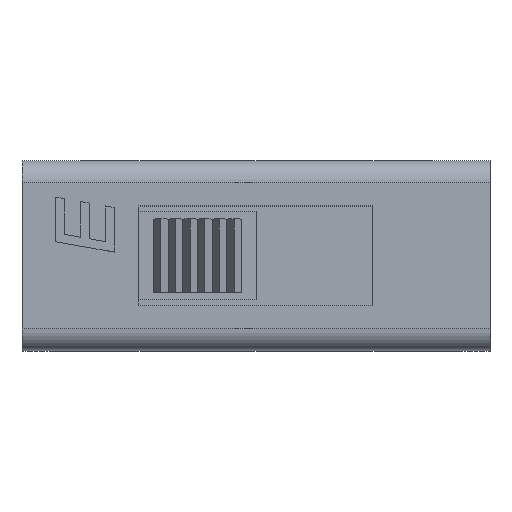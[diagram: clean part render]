
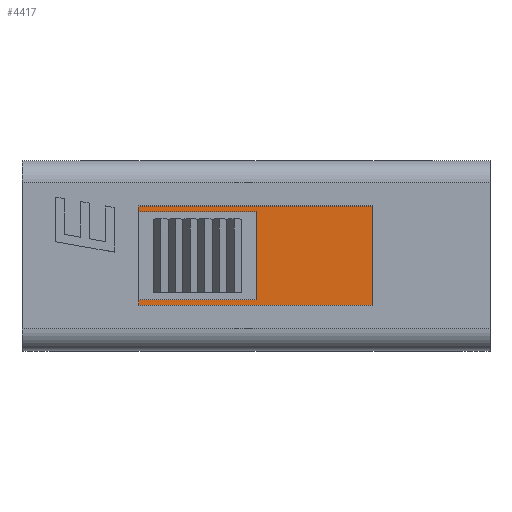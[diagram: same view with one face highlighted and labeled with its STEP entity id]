
A CAD part, top view. The second image highlights one B-rep face of the part: STEP entity #4417.
In plain terms, the highlighted planar face has unit normal (0, 0, 1).
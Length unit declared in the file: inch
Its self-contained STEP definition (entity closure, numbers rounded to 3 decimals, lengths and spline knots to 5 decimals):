
#8 = DIRECTION ( 'NONE',  ( 0., -1., 0. ) ) ;
#74 = VECTOR ( 'NONE', #1852, 39.37008 ) ;
#377 = VERTEX_POINT ( 'NONE', #3524 ) ;
#379 = ORIENTED_EDGE ( 'NONE', *, *, #3618, .T. ) ;
#567 = LINE ( 'NONE', #1908, #74 ) ;
#619 = CARTESIAN_POINT ( 'NONE',  ( -0.15748, 0.06693, -0.01969 ) ) ;
#636 = VERTEX_POINT ( 'NONE', #4317 ) ;
#883 = CARTESIAN_POINT ( 'NONE',  ( -0.15748, -0.05906, -0.01969 ) ) ;
#919 = VECTOR ( 'NONE', #2551, 39.37008 ) ;
#928 = VECTOR ( 'NONE', #5566, 39.37008 ) ;
#1138 = VERTEX_POINT ( 'NONE', #4032 ) ;
#1212 = VECTOR ( 'NONE', #8, 39.37008 ) ;
#1316 = ORIENTED_EDGE ( 'NONE', *, *, #2720, .T. ) ;
#1319 = VERTEX_POINT ( 'NONE', #3616 ) ;
#1423 = CARTESIAN_POINT ( 'NONE',  ( -0.15748, -0.06693, -0.01969 ) ) ;
#1508 = DIRECTION ( 'NONE',  ( 1., 0., 0. ) ) ;
#1513 = EDGE_CURVE ( 'NONE', #2888, #1717, #4909, .T. ) ;
#1544 = ORIENTED_EDGE ( 'NONE', *, *, #3012, .T. ) ;
#1717 = VERTEX_POINT ( 'NONE', #3168 ) ;
#1830 = VERTEX_POINT ( 'NONE', #3728 ) ;
#1852 = DIRECTION ( 'NONE',  ( 0., -1., 0. ) ) ;
#1908 = CARTESIAN_POINT ( 'NONE',  ( 0., 0.05906, -0.01969 ) ) ;
#1942 = VECTOR ( 'NONE', #5080, 39.37008 ) ;
#2014 = VERTEX_POINT ( 'NONE', #3071 ) ;
#2241 = VECTOR ( 'NONE', #3877, 39.37008 ) ;
#2551 = DIRECTION ( 'NONE',  ( 0., 1., 0. ) ) ;
#2720 = EDGE_CURVE ( 'NONE', #636, #1830, #2840, .T. ) ;
#2775 = ORIENTED_EDGE ( 'NONE', *, *, #3298, .T. ) ;
#2793 = DIRECTION ( 'NONE',  ( 0., 0., 1. ) ) ;
#2840 = LINE ( 'NONE', #619, #5157 ) ;
#2888 = VERTEX_POINT ( 'NONE', #1423 ) ;
#2942 = EDGE_CURVE ( 'NONE', #1138, #377, #3178, .T. ) ;
#3012 = EDGE_CURVE ( 'NONE', #1830, #1319, #4218, .T. ) ;
#3071 = CARTESIAN_POINT ( 'NONE',  ( 0.15748, 0.06693, -0.01969 ) ) ;
#3138 = AXIS2_PLACEMENT_3D ( 'NONE', #5546, #2793, #1508 ) ;
#3168 = CARTESIAN_POINT ( 'NONE',  ( 0.15748, -0.06693, -0.01969 ) ) ;
#3178 = LINE ( 'NONE', #3652, #1942 ) ;
#3201 = PLANE ( 'NONE',  #3138 ) ;
#3298 = EDGE_CURVE ( 'NONE', #1319, #1138, #567, .T. ) ;
#3314 = DIRECTION ( 'NONE',  ( 0., -1., 0. ) ) ;
#3316 = CARTESIAN_POINT ( 'NONE',  ( 0.15748, 0.06693, -0.01969 ) ) ;
#3489 = DIRECTION ( 'NONE',  ( 1., 0., 0. ) ) ;
#3524 = CARTESIAN_POINT ( 'NONE',  ( -0.15748, -0.05906, -0.01969 ) ) ;
#3616 = CARTESIAN_POINT ( 'NONE',  ( 0., 0.05906, -0.01969 ) ) ;
#3618 = EDGE_CURVE ( 'NONE', #1717, #2014, #5673, .T. ) ;
#3652 = CARTESIAN_POINT ( 'NONE',  ( 0., -0.05906, -0.01969 ) ) ;
#3728 = CARTESIAN_POINT ( 'NONE',  ( -0.15748, 0.05906, -0.01969 ) ) ;
#3740 = FACE_OUTER_BOUND ( 'NONE', #4655, .T. ) ;
#3877 = DIRECTION ( 'NONE',  ( 1., 0., 0. ) ) ;
#3889 = VECTOR ( 'NONE', #3489, 39.37008 ) ;
#4018 = ORIENTED_EDGE ( 'NONE', *, *, #2942, .T. ) ;
#4032 = CARTESIAN_POINT ( 'NONE',  ( 0., -0.05906, -0.01969 ) ) ;
#4218 = LINE ( 'NONE', #5210, #2241 ) ;
#4255 = LINE ( 'NONE', #3316, #928 ) ;
#4317 = CARTESIAN_POINT ( 'NONE',  ( -0.15748, 0.06693, -0.01969 ) ) ;
#4405 = LINE ( 'NONE', #883, #1212 ) ;
#4417 = ADVANCED_FACE ( 'NONE', ( #3740 ), #3201, .T. ) ;
#4449 = ORIENTED_EDGE ( 'NONE', *, *, #1513, .T. ) ;
#4655 = EDGE_LOOP ( 'NONE', ( #1316, #1544, #2775, #4018, #5604, #4449, #379, #5455 ) ) ;
#4673 = EDGE_CURVE ( 'NONE', #377, #2888, #4405, .T. ) ;
#4894 = EDGE_CURVE ( 'NONE', #2014, #636, #4255, .T. ) ;
#4908 = CARTESIAN_POINT ( 'NONE',  ( 0.15748, -0.06693, -0.01969 ) ) ;
#4909 = LINE ( 'NONE', #5674, #3889 ) ;
#5080 = DIRECTION ( 'NONE',  ( -1., 0., 0. ) ) ;
#5157 = VECTOR ( 'NONE', #3314, 39.37008 ) ;
#5210 = CARTESIAN_POINT ( 'NONE',  ( -0.15748, 0.05906, -0.01969 ) ) ;
#5455 = ORIENTED_EDGE ( 'NONE', *, *, #4894, .T. ) ;
#5546 = CARTESIAN_POINT ( 'NONE',  ( -0.17323, -0.07362, -0.01969 ) ) ;
#5566 = DIRECTION ( 'NONE',  ( -1., 0., 0. ) ) ;
#5604 = ORIENTED_EDGE ( 'NONE', *, *, #4673, .T. ) ;
#5673 = LINE ( 'NONE', #4908, #919 ) ;
#5674 = CARTESIAN_POINT ( 'NONE',  ( -0.15748, -0.06693, -0.01969 ) ) ;
